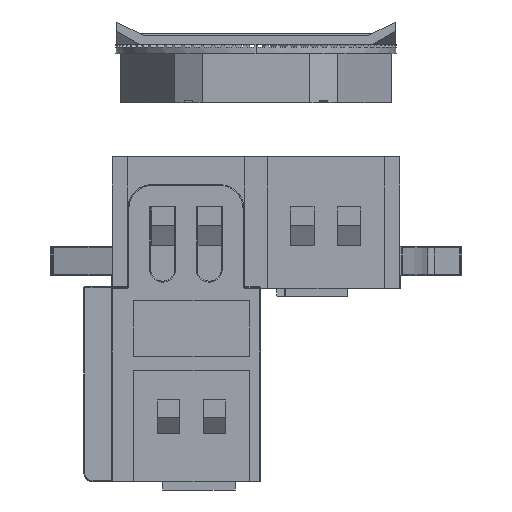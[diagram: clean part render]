
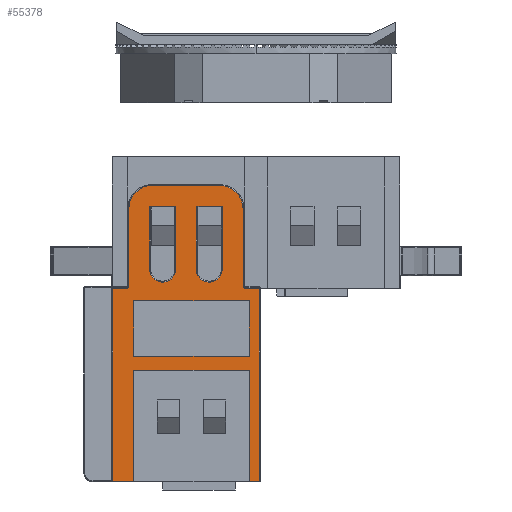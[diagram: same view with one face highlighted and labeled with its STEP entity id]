
A CAD part, left-side view. The second image highlights one B-rep face of the part: STEP entity #55378.
In plain terms, the highlighted planar face has unit normal (-1, 0, 0).
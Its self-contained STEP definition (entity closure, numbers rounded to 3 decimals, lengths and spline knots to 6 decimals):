
#42962=DIRECTION('',(0.,0.,-1.));
#42963=VECTOR('',#42962,0.0023);
#42964=CARTESIAN_POINT('',(-0.0148,-0.0208,-0.01315));
#42965=LINE('',#42964,#42963);
#42978=DIRECTION('',(0.,0.,-1.));
#42979=VECTOR('',#42978,0.0011);
#42980=CARTESIAN_POINT('',(-0.0148,-0.0208,0.00035));
#42981=LINE('',#42980,#42979);
#42987=CARTESIAN_POINT('',(-0.0148,-0.0208,0.00035));
#44850=DIRECTION('',(0.,1.,0.));
#44851=VECTOR('',#44850,0.0209);
#44852=CARTESIAN_POINT('',(-0.0148,-0.0208,-0.01545));
#44853=LINE('',#44852,#44851);
#44916=CARTESIAN_POINT('',(-0.0148,0.0003,-0.0139));
#44917=DIRECTION('',(1.,0.,0.));
#44918=DIRECTION('',(0.,0.,1.));
#44919=AXIS2_PLACEMENT_3D('',#44916,#44917,#44918);
#44921=CARTESIAN_POINT('',(-0.0148,0.0086,-0.0112));
#44922=DIRECTION('',(-1.,0.,0.));
#44923=DIRECTION('',(0.,1.,0.));
#44924=AXIS2_PLACEMENT_3D('',#44921,#44922,#44923);
#44926=CARTESIAN_POINT('',(-0.0148,0.0086,-0.0039));
#44927=DIRECTION('',(-1.,0.,0.));
#44928=DIRECTION('',(0.,0.,1.));
#44929=AXIS2_PLACEMENT_3D('',#44926,#44927,#44928);
#44931=CARTESIAN_POINT('',(-0.0148,0.0003,-0.0012));
#44932=DIRECTION('',(1.,0.,0.));
#44933=DIRECTION('',(0.,-1.,0.));
#44934=AXIS2_PLACEMENT_3D('',#44931,#44932,#44933);
#44936=CARTESIAN_POINT('',(-0.0148,0.0087,-0.01125));
#44937=DIRECTION('',(1.,0.,0.));
#44938=DIRECTION('',(0.,0.,-1.));
#44939=AXIS2_PLACEMENT_3D('',#44936,#44937,#44938);
#44941=CARTESIAN_POINT('',(-0.0148,0.0021,-0.01005));
#44942=DIRECTION('',(1.,0.,0.));
#44943=DIRECTION('',(0.,0.,1.));
#44944=AXIS2_PLACEMENT_3D('',#44941,#44942,#44943);
#44946=CARTESIAN_POINT('',(-0.0148,0.0087,-0.00625));
#44947=DIRECTION('',(1.,0.,0.));
#44948=DIRECTION('',(0.,0.,-1.));
#44949=AXIS2_PLACEMENT_3D('',#44946,#44947,#44948);
#44951=CARTESIAN_POINT('',(-0.0148,0.0021,-0.00505));
#44952=DIRECTION('',(1.,0.,0.));
#44953=DIRECTION('',(0.,0.,1.));
#44954=AXIS2_PLACEMENT_3D('',#44951,#44952,#44953);
#44964=DIRECTION('',(0.,0.,1.));
#44965=VECTOR('',#44964,0.0124);
#44966=CARTESIAN_POINT('',(-0.0148,-0.0073,-0.01315));
#44967=LINE('',#44966,#44965);
#44980=DIRECTION('',(0.,-1.,0.));
#44981=VECTOR('',#44980,0.006);
#44982=CARTESIAN_POINT('',(-0.0148,-0.0013,-0.01315));
#44983=LINE('',#44982,#44981);
#44992=DIRECTION('',(0.,0.,-1.));
#44993=VECTOR('',#44992,0.0124);
#44994=CARTESIAN_POINT('',(-0.0148,-0.0013,-0.00075));
#44995=LINE('',#44994,#44993);
#45000=DIRECTION('',(0.,1.,0.));
#45001=VECTOR('',#45000,0.006);
#45002=CARTESIAN_POINT('',(-0.0148,-0.0073,-0.00075));
#45003=LINE('',#45002,#45001);
#45004=DIRECTION('',(0.,-1.,0.));
#45005=VECTOR('',#45004,0.0209);
#45006=CARTESIAN_POINT('',(-0.0148,0.0001,0.00035));
#45007=LINE('',#45006,#45005);
#45027=DIRECTION('',(0.,0.,1.));
#45028=VECTOR('',#45027,0.00155);
#45029=CARTESIAN_POINT('',(-0.0148,0.0001,-0.0012));
#45030=LINE('',#45029,#45028);
#45046=DIRECTION('',(0.,-1.,0.));
#45047=VECTOR('',#45046,0.0083);
#45048=CARTESIAN_POINT('',(-0.0148,0.0086,-0.0014));
#45049=LINE('',#45048,#45047);
#45069=DIRECTION('',(0.,0.,1.));
#45070=VECTOR('',#45069,0.0073);
#45071=CARTESIAN_POINT('',(-0.0148,0.0111,-0.0112));
#45072=LINE('',#45071,#45070);
#45093=DIRECTION('',(0.,1.,0.));
#45094=VECTOR('',#45093,0.0083);
#45095=CARTESIAN_POINT('',(-0.0148,0.0003,-0.0137));
#45096=LINE('',#45095,#45094);
#45121=DIRECTION('',(0.,0.,1.));
#45122=VECTOR('',#45121,0.00155);
#45123=CARTESIAN_POINT('',(-0.0148,0.0001,-0.01545));
#45124=LINE('',#45123,#45122);
#45274=DIRECTION('',(0.,0.,-1.));
#45275=VECTOR('',#45274,0.0026);
#45276=CARTESIAN_POINT('',(-0.0148,0.0089,-0.00865));
#45277=LINE('',#45276,#45275);
#45283=CARTESIAN_POINT('',(-0.0148,0.0089,-0.00865));
#45311=DIRECTION('',(0.,-1.,0.));
#45312=VECTOR('',#45311,0.0066);
#45313=CARTESIAN_POINT('',(-0.0148,0.0087,-0.01145));
#45314=LINE('',#45313,#45312);
#45347=DIRECTION('',(0.,1.,0.));
#45348=VECTOR('',#45347,0.0068);
#45349=CARTESIAN_POINT('',(-0.0148,0.0021,-0.00865));
#45350=LINE('',#45349,#45348);
#45438=DIRECTION('',(0.,0.,-1.));
#45439=VECTOR('',#45438,0.0026);
#45440=CARTESIAN_POINT('',(-0.0148,0.0089,-0.00365));
#45441=LINE('',#45440,#45439);
#45447=CARTESIAN_POINT('',(-0.0148,0.0089,-0.00365));
#45475=DIRECTION('',(0.,-1.,0.));
#45476=VECTOR('',#45475,0.0066);
#45477=CARTESIAN_POINT('',(-0.0148,0.0087,-0.00645));
#45478=LINE('',#45477,#45476);
#45511=DIRECTION('',(0.,1.,0.));
#45512=VECTOR('',#45511,0.0068);
#45513=CARTESIAN_POINT('',(-0.0148,0.0021,-0.00365));
#45514=LINE('',#45513,#45512);
#46183=DIRECTION('',(0.,1.,0.));
#46184=VECTOR('',#46183,0.012);
#46185=CARTESIAN_POINT('',(-0.0148,-0.0208,-0.00075));
#46186=LINE('',#46185,#46184);
#46287=DIRECTION('',(0.,-1.,0.));
#46288=VECTOR('',#46287,0.012);
#46289=CARTESIAN_POINT('',(-0.0148,-0.0088,-0.01315));
#46290=LINE('',#46289,#46288);
#46299=DIRECTION('',(0.,0.,-1.));
#46300=VECTOR('',#46299,0.0124);
#46301=CARTESIAN_POINT('',(-0.0148,-0.0088,-0.00075));
#46302=LINE('',#46301,#46300);
#49524=CARTESIAN_POINT('',(-0.0148,0.0086,-0.0014));
#49525=CARTESIAN_POINT('',(-0.0148,0.0003,-0.0014));
#49526=VERTEX_POINT('',#49524);
#49527=VERTEX_POINT('',#49525);
#49530=CARTESIAN_POINT('',(-0.0148,0.0003,-0.0137));
#49532=VERTEX_POINT('',#49530);
#49534=CARTESIAN_POINT('',(-0.0148,0.0086,-0.0137));
#49535=VERTEX_POINT('',#49534);
#49638=CARTESIAN_POINT('',(-0.0148,-0.0013,-0.00075));
#49640=VERTEX_POINT('',#49638);
#49643=CARTESIAN_POINT('',(-0.0148,0.0111,-0.0039));
#49644=VERTEX_POINT('',#49643);
#49647=CARTESIAN_POINT('',(-0.0148,-0.0073,-0.00075));
#49648=VERTEX_POINT('',#49647);
#49651=CARTESIAN_POINT('',(-0.0148,-0.0073,-0.01315));
#49652=VERTEX_POINT('',#49651);
#49655=CARTESIAN_POINT('',(-0.0148,-0.0013,-0.01315));
#49656=VERTEX_POINT('',#49655);
#49659=CARTESIAN_POINT('',(-0.0148,0.0001,0.00035));
#49660=VERTEX_POINT('',#49659);
#49661=VERTEX_POINT('',#42987);
#49663=CARTESIAN_POINT('',(-0.0148,-0.0208,-0.01315));
#49665=VERTEX_POINT('',#49663);
#49666=CARTESIAN_POINT('',(-0.0148,0.0001,-0.0012));
#49667=VERTEX_POINT('',#49666);
#49842=CARTESIAN_POINT('',(-0.0148,0.0021,-0.00365));
#49843=CARTESIAN_POINT('',(-0.0148,0.0021,-0.00645));
#49844=VERTEX_POINT('',#49842);
#49845=VERTEX_POINT('',#49843);
#50272=CARTESIAN_POINT('',(-0.0148,0.0001,-0.0139));
#50273=VERTEX_POINT('',#50272);
#50274=CARTESIAN_POINT('',(-0.0148,0.0001,-0.01545));
#50275=VERTEX_POINT('',#50274);
#50288=CARTESIAN_POINT('',(-0.0148,-0.0208,-0.01545));
#50289=VERTEX_POINT('',#50288);
#50290=CARTESIAN_POINT('',(-0.0148,-0.0208,-0.00075));
#50291=VERTEX_POINT('',#50290);
#50604=VERTEX_POINT('',#45283);
#50607=CARTESIAN_POINT('',(-0.0148,0.0021,-0.00865));
#50608=VERTEX_POINT('',#50607);
#50610=VERTEX_POINT('',#45447);
#50829=CARTESIAN_POINT('',(-0.0148,-0.0088,-0.01315));
#50830=VERTEX_POINT('',#50829);
#50831=CARTESIAN_POINT('',(-0.0148,-0.0088,-0.00075));
#50832=VERTEX_POINT('',#50831);
#50833=CARTESIAN_POINT('',(-0.0148,0.0021,-0.01145));
#50834=VERTEX_POINT('',#50833);
#50837=CARTESIAN_POINT('',(-0.0148,0.0089,-0.00625));
#50838=VERTEX_POINT('',#50837);
#50839=CARTESIAN_POINT('',(-0.0148,0.0087,-0.00645));
#50840=VERTEX_POINT('',#50839);
#50841=CARTESIAN_POINT('',(-0.0148,0.0087,-0.01145));
#50842=VERTEX_POINT('',#50841);
#50843=CARTESIAN_POINT('',(-0.0148,0.0089,-0.01125));
#50844=VERTEX_POINT('',#50843);
#50888=CARTESIAN_POINT('',(-0.0148,0.0111,-0.0112));
#50889=VERTEX_POINT('',#50888);
#55308=CARTESIAN_POINT('',(-0.0148,0.0002,0.00045));
#55309=DIRECTION('',(1.,0.,0.));
#55310=DIRECTION('',(0.,0.,-1.));
#55311=AXIS2_PLACEMENT_3D('',#55308,#55309,#55310);
#55312=PLANE('',#55311);
#55314=ORIENTED_EDGE('',*,*,#55313,.T.);
#55315=ORIENTED_EDGE('',*,*,#51751,.T.);
#55317=ORIENTED_EDGE('',*,*,#55316,.T.);
#55319=ORIENTED_EDGE('',*,*,#55318,.T.);
#55321=ORIENTED_EDGE('',*,*,#55320,.T.);
#55322=ORIENTED_EDGE('',*,*,#51743,.T.);
#55323=ORIENTED_EDGE('',*,*,#55123,.T.);
#55325=ORIENTED_EDGE('',*,*,#55324,.T.);
#55327=ORIENTED_EDGE('',*,*,#55326,.F.);
#55329=ORIENTED_EDGE('',*,*,#55328,.T.);
#55331=ORIENTED_EDGE('',*,*,#55330,.F.);
#55333=ORIENTED_EDGE('',*,*,#55332,.T.);
#55335=ORIENTED_EDGE('',*,*,#55334,.F.);
#55337=ORIENTED_EDGE('',*,*,#55336,.T.);
#55339=ORIENTED_EDGE('',*,*,#55338,.F.);
#55341=ORIENTED_EDGE('',*,*,#55340,.T.);
#55342=EDGE_LOOP('',(#55314,#55315,#55317,#55319,#55321,#55322,#55323,#55325,
#55327,#55329,#55331,#55333,#55335,#55337,#55339,#55341));
#55343=FACE_OUTER_BOUND('',#55342,.F.);
#55345=ORIENTED_EDGE('',*,*,#55344,.T.);
#55347=ORIENTED_EDGE('',*,*,#55346,.T.);
#55349=ORIENTED_EDGE('',*,*,#55348,.T.);
#55351=ORIENTED_EDGE('',*,*,#55350,.T.);
#55352=EDGE_LOOP('',(#55345,#55347,#55349,#55351));
#55353=FACE_BOUND('',#55352,.F.);
#55355=ORIENTED_EDGE('',*,*,#55354,.T.);
#55357=ORIENTED_EDGE('',*,*,#55356,.F.);
#55359=ORIENTED_EDGE('',*,*,#55358,.T.);
#55361=ORIENTED_EDGE('',*,*,#55360,.F.);
#55363=ORIENTED_EDGE('',*,*,#55362,.T.);
#55364=EDGE_LOOP('',(#55355,#55357,#55359,#55361,#55363));
#55365=FACE_BOUND('',#55364,.F.);
#55367=ORIENTED_EDGE('',*,*,#55366,.T.);
#55369=ORIENTED_EDGE('',*,*,#55368,.F.);
#55371=ORIENTED_EDGE('',*,*,#55370,.T.);
#55373=ORIENTED_EDGE('',*,*,#55372,.F.);
#55375=ORIENTED_EDGE('',*,*,#55374,.T.);
#55376=EDGE_LOOP('',(#55367,#55369,#55371,#55373,#55375));
#55377=FACE_BOUND('',#55376,.F.);
#44920=CIRCLE('',#44919,0.0002);
#44925=CIRCLE('',#44924,0.0025);
#44930=CIRCLE('',#44929,0.0025);
#44935=CIRCLE('',#44934,0.0002);
#44940=CIRCLE('',#44939,0.0002);
#44945=CIRCLE('',#44944,0.0014);
#44950=CIRCLE('',#44949,0.0002);
#44955=CIRCLE('',#44954,0.0014);
#51743=EDGE_CURVE('',#49665,#50289,#42965,.T.);
#51751=EDGE_CURVE('',#49661,#50291,#42981,.T.);
#55123=EDGE_CURVE('',#50289,#50275,#44853,.T.);
#55313=EDGE_CURVE('',#49660,#49661,#45007,.T.);
#55316=EDGE_CURVE('',#50291,#50832,#46186,.T.);
#55318=EDGE_CURVE('',#50832,#50830,#46302,.T.);
#55320=EDGE_CURVE('',#50830,#49665,#46290,.T.);
#55324=EDGE_CURVE('',#50275,#50273,#45124,.T.);
#55326=EDGE_CURVE('',#49532,#50273,#44920,.T.);
#55328=EDGE_CURVE('',#49532,#49535,#45096,.T.);
#55330=EDGE_CURVE('',#50889,#49535,#44925,.T.);
#55332=EDGE_CURVE('',#50889,#49644,#45072,.T.);
#55334=EDGE_CURVE('',#49526,#49644,#44930,.T.);
#55336=EDGE_CURVE('',#49526,#49527,#45049,.T.);
#55338=EDGE_CURVE('',#49667,#49527,#44935,.T.);
#55340=EDGE_CURVE('',#49667,#49660,#45030,.T.);
#55344=EDGE_CURVE('',#49652,#49648,#44967,.T.);
#55346=EDGE_CURVE('',#49648,#49640,#45003,.T.);
#55348=EDGE_CURVE('',#49640,#49656,#44995,.T.);
#55350=EDGE_CURVE('',#49656,#49652,#44983,.T.);
#55354=EDGE_CURVE('',#50604,#50844,#45277,.T.);
#55356=EDGE_CURVE('',#50842,#50844,#44940,.T.);
#55358=EDGE_CURVE('',#50842,#50834,#45314,.T.);
#55360=EDGE_CURVE('',#50608,#50834,#44945,.T.);
#55362=EDGE_CURVE('',#50608,#50604,#45350,.T.);
#55366=EDGE_CURVE('',#50610,#50838,#45441,.T.);
#55368=EDGE_CURVE('',#50840,#50838,#44950,.T.);
#55370=EDGE_CURVE('',#50840,#49845,#45478,.T.);
#55372=EDGE_CURVE('',#49844,#49845,#44955,.T.);
#55374=EDGE_CURVE('',#49844,#50610,#45514,.T.);
#55378=ADVANCED_FACE('',(#55343,#55353,#55365,#55377),#55312,.F.);
